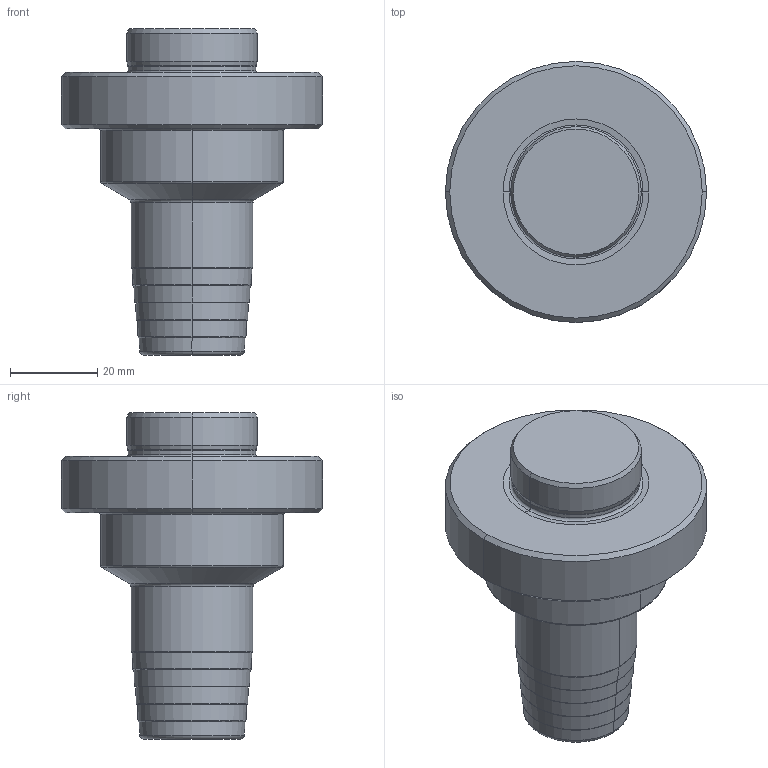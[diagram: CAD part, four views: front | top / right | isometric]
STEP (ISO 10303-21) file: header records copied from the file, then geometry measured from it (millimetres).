
FILE_DESCRIPTION((''),'2;1');
FILE_NAME('606972676-000-01-E43','2018-06-26T',('schellenbef'),(''),'PRO/ENGINEER BY PARAMETRIC TECHNOLOGY CORPORATION, 2011220','PRO/ENGINEER BY PARAMETRIC TECHNOLOGY CORPORATION, 2011220','');
FILE_SCHEMA(('AUTOMOTIVE_DESIGN_CC2 { 1 2 10303 214 -1 1 5 2 }'));
Length unit declared in the file: millimetre
Products named in the file (1): 606972676-000-01-E43
Bounding box: 60 x 60 x 75 mm (x, y, z)
Volume: 82770.8 mm3; surface area: 14302.9 mm2
Topology: 1 solids, 1 shells, 68 faces, 138 edges, 84 vertices
Faces by surface type: torus 24, cone 22, cylinder 12, plane 10
Entity records: 2272 total; most frequent: DIRECTION 380, CARTESIAN_POINT 285, ORIENTED_EDGE 268, AXIS2_PLACEMENT_3D 171, PRESENTATION_STYLE_ASSIGNMENT 142, STYLED_ITEM 142, CURVE_STYLE 141, EDGE_CURVE 134
